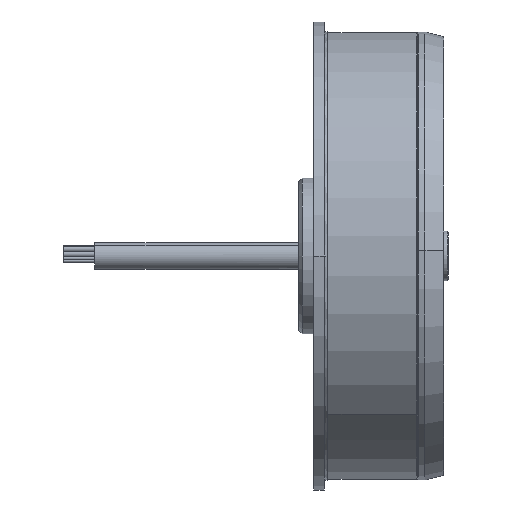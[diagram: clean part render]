
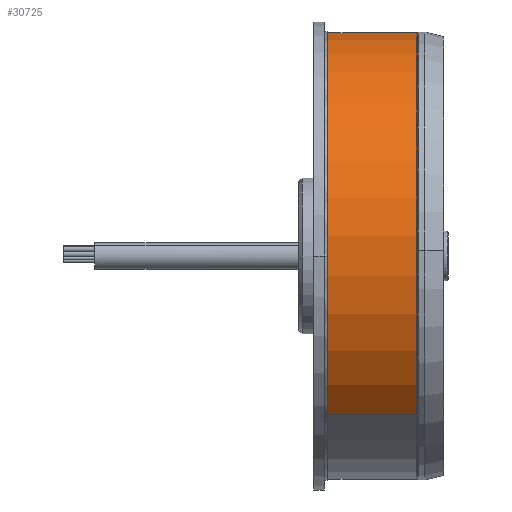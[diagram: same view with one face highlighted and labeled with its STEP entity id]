
A CAD part, front view. The second image highlights one B-rep face of the part: STEP entity #30725.
In plain terms, the highlighted cylindrical face has radius 72 mm (diameter 144 mm), a partial arc.
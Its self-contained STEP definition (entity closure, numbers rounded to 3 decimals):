
#605 = DIRECTION ( 'NONE',  ( 0., 0.707, 0.707 ) ) ;
#961 = VECTOR ( 'NONE', #28336, 1000. ) ;
#2223 = LINE ( 'NONE', #23407, #961 ) ;
#3314 = LINE ( 'NONE', #15082, #22615 ) ;
#3773 = CIRCLE ( 'NONE', #27291, 72. ) ;
#3796 = DIRECTION ( 'NONE',  ( 0., -0.707, -0.707 ) ) ;
#4460 = EDGE_CURVE ( 'NONE', #28371, #27708, #3773, .T. ) ;
#4501 = DIRECTION ( 'NONE',  ( 0., -0.707, -0.707 ) ) ;
#4821 = CARTESIAN_POINT ( 'NONE',  ( 11.81, -50.912, -50.912 ) ) ;
#4884 = CARTESIAN_POINT ( 'NONE',  ( -16.79, -50.912, -50.912 ) ) ;
#5887 = AXIS2_PLACEMENT_3D ( 'NONE', #27460, #19540, #3796 ) ;
#8172 = CARTESIAN_POINT ( 'NONE',  ( 11.81, 0., 0. ) ) ;
#8710 = ORIENTED_EDGE ( 'NONE', *, *, #4460, .T. ) ;
#9813 = VERTEX_POINT ( 'NONE', #4821 ) ;
#13629 = DIRECTION ( 'NONE',  ( -1., 0., 0. ) ) ;
#14415 = FACE_OUTER_BOUND ( 'NONE', #28397, .T. ) ;
#14791 = CARTESIAN_POINT ( 'NONE',  ( -16.79, 50.912, 50.912 ) ) ;
#15082 = CARTESIAN_POINT ( 'NONE',  ( 26.314, 50.912, 50.912 ) ) ;
#17516 = ORIENTED_EDGE ( 'NONE', *, *, #26442, .F. ) ;
#17932 = EDGE_CURVE ( 'NONE', #27708, #9813, #2223, .T. ) ;
#18355 = ORIENTED_EDGE ( 'NONE', *, *, #28542, .T. ) ;
#19540 = DIRECTION ( 'NONE',  ( 1., 0., 0. ) ) ;
#20267 = DIRECTION ( 'NONE',  ( 1., 0., 0. ) ) ;
#22615 = VECTOR ( 'NONE', #20267, 1000. ) ;
#23407 = CARTESIAN_POINT ( 'NONE',  ( 26.314, -50.912, -50.912 ) ) ;
#23438 = CARTESIAN_POINT ( 'NONE',  ( 11.81, 50.912, 50.912 ) ) ;
#23984 = VERTEX_POINT ( 'NONE', #23438 ) ;
#24276 = CYLINDRICAL_SURFACE ( 'NONE', #5887, 72. ) ;
#25270 = DIRECTION ( 'NONE',  ( 1., 0., 0. ) ) ;
#26442 = EDGE_CURVE ( 'NONE', #28371, #23984, #3314, .T. ) ;
#27291 = AXIS2_PLACEMENT_3D ( 'NONE', #33199, #25270, #4501 ) ;
#27460 = CARTESIAN_POINT ( 'NONE',  ( 26.314, 0., 0. ) ) ;
#27708 = VERTEX_POINT ( 'NONE', #4884 ) ;
#28079 = CIRCLE ( 'NONE', #30669, 72. ) ;
#28336 = DIRECTION ( 'NONE',  ( 1., 0., 0. ) ) ;
#28371 = VERTEX_POINT ( 'NONE', #14791 ) ;
#28397 = EDGE_LOOP ( 'NONE', ( #17516, #8710, #29995, #18355 ) ) ;
#28542 = EDGE_CURVE ( 'NONE', #9813, #23984, #28079, .T. ) ;
#29995 = ORIENTED_EDGE ( 'NONE', *, *, #17932, .T. ) ;
#30669 = AXIS2_PLACEMENT_3D ( 'NONE', #8172, #13629, #605 ) ;
#30725 = ADVANCED_FACE ( 'NONE', ( #14415 ), #24276, .T. ) ;
#33199 = CARTESIAN_POINT ( 'NONE',  ( -16.79, 0., 0. ) ) ;
